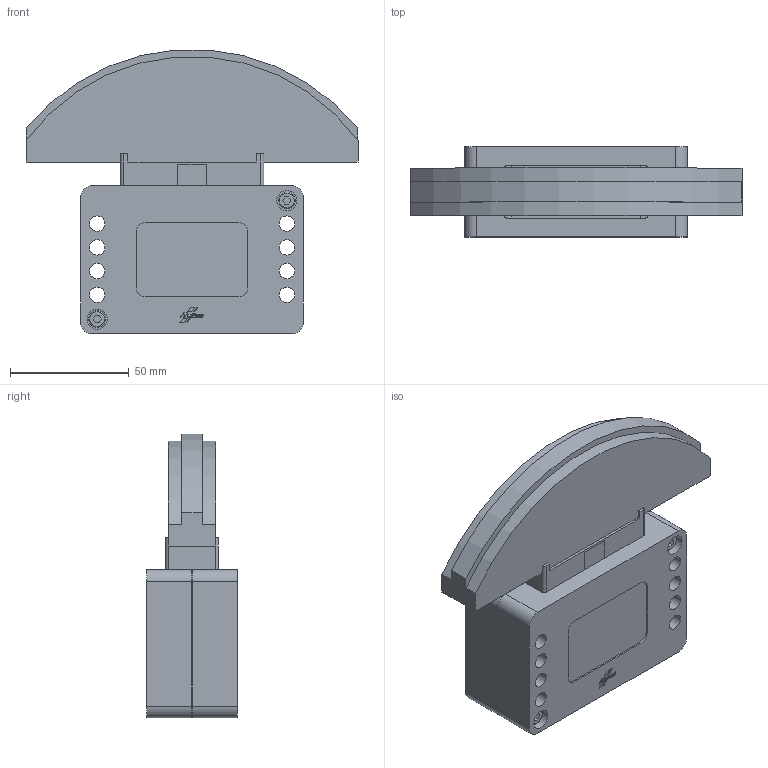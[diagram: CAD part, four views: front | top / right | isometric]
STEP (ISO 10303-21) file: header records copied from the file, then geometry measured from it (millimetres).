
FILE_DESCRIPTION(('STEP AP214'),'1');
FILE_NAME('cctmp_A55525E0-6972-4EC1-8F7C-0C67F3D600D2_2023_6_23_11_58_27_769..stp','2023-06-23T09:58:27',('Murtfeldt Kunststoffe GmbH & Co.KG'),('CADClick - www.CADClick.com'),'Spatial InterOp 3D',' ','unknown authorization');
FILE_SCHEMA(('AUTOMOTIVE_DESIGN'));
Length unit declared in the file: millimetre
Products named in the file (1): 1
Bounding box: 140 x 38 x 119.7 mm (x, y, z)
Volume: 322784.6 mm3; surface area: 64284.4 mm2
Topology: 3 solids, 5 shells, 367 faces, 976 edges, 637 vertices
Faces by surface type: plane 179, cylinder 158, torus 16, cone 14
Entity records: 14464 total; most frequent: DIRECTION 2062, CARTESIAN_POINT 1973, ORIENTED_EDGE 1932, EDGE_CURVE 966, AXIS2_PLACEMENT_3D 726, VERTEX_POINT 637, LINE 610, VECTOR 610
